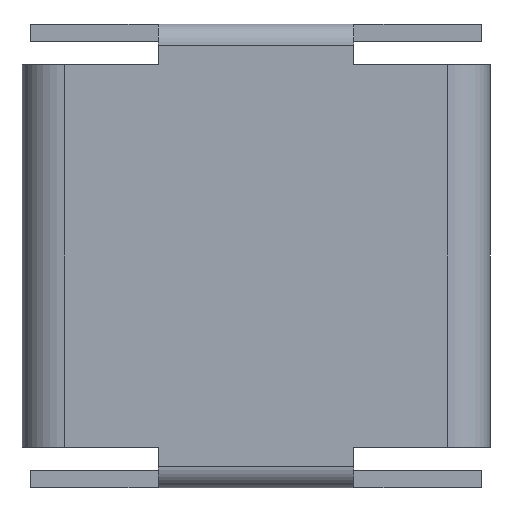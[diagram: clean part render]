
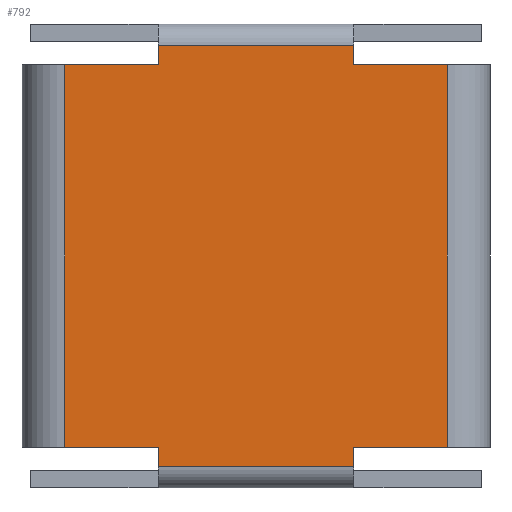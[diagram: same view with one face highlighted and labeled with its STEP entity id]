
A CAD part, front view. The second image highlights one B-rep face of the part: STEP entity #792.
In plain terms, the highlighted planar face has unit normal (0, -1, 0).
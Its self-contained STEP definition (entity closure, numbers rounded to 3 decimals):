
#1 = LINE ( 'NONE', #1543, #158 ) ;
#14 = DIRECTION ( 'NONE',  ( 1., 0., 0. ) ) ;
#53 = CARTESIAN_POINT ( 'NONE',  ( -4.6, 0., 9.9 ) ) ;
#54 = VERTEX_POINT ( 'NONE', #2216 ) ;
#71 = VECTOR ( 'NONE', #124, 1000. ) ;
#74 = VECTOR ( 'NONE', #225, 1000. ) ;
#118 = CARTESIAN_POINT ( 'NONE',  ( -9., 0., -9. ) ) ;
#124 = DIRECTION ( 'NONE',  ( 0., 0., -1. ) ) ;
#136 = EDGE_CURVE ( 'NONE', #2265, #1429, #2343, .T. ) ;
#158 = VECTOR ( 'NONE', #1038, 1000. ) ;
#200 = EDGE_CURVE ( 'NONE', #54, #1076, #2213, .T. ) ;
#213 = CARTESIAN_POINT ( 'NONE',  ( 4.6, 0., 9. ) ) ;
#225 = DIRECTION ( 'NONE',  ( 1., 0., 0. ) ) ;
#227 = EDGE_CURVE ( 'NONE', #388, #2207, #1571, .T. ) ;
#230 = DIRECTION ( 'NONE',  ( 1., 0., 0. ) ) ;
#264 = ORIENTED_EDGE ( 'NONE', *, *, #1423, .F. ) ;
#265 = VECTOR ( 'NONE', #1704, 1000. ) ;
#267 = VECTOR ( 'NONE', #1233, 1000. ) ;
#308 = VECTOR ( 'NONE', #1931, 1000. ) ;
#312 = CARTESIAN_POINT ( 'NONE',  ( 4.6, 0., -9.9 ) ) ;
#328 = VERTEX_POINT ( 'NONE', #750 ) ;
#329 = VECTOR ( 'NONE', #1525, 1000. ) ;
#371 = EDGE_CURVE ( 'NONE', #1076, #608, #1736, .T. ) ;
#377 = CARTESIAN_POINT ( 'NONE',  ( -4.6, 0., -9.9 ) ) ;
#380 = DIRECTION ( 'NONE',  ( 0., 0., -1. ) ) ;
#388 = VERTEX_POINT ( 'NONE', #2315 ) ;
#391 = CARTESIAN_POINT ( 'NONE',  ( 9., 0., -9. ) ) ;
#466 = EDGE_CURVE ( 'NONE', #510, #1746, #2408, .T. ) ;
#510 = VERTEX_POINT ( 'NONE', #213 ) ;
#521 = LINE ( 'NONE', #1659, #308 ) ;
#545 = ORIENTED_EDGE ( 'NONE', *, *, #2316, .F. ) ;
#564 = PLANE ( 'NONE',  #1769 ) ;
#583 = ORIENTED_EDGE ( 'NONE', *, *, #466, .F. ) ;
#608 = VERTEX_POINT ( 'NONE', #377 ) ;
#636 = ORIENTED_EDGE ( 'NONE', *, *, #371, .T. ) ;
#669 = ORIENTED_EDGE ( 'NONE', *, *, #136, .F. ) ;
#697 = VERTEX_POINT ( 'NONE', #312 ) ;
#709 = ORIENTED_EDGE ( 'NONE', *, *, #200, .T. ) ;
#750 = CARTESIAN_POINT ( 'NONE',  ( 4.6, 0., 9.9 ) ) ;
#753 = EDGE_LOOP ( 'NONE', ( #709, #636, #2395, #1676, #1248, #264, #583, #545, #2312, #1498, #669, #1870 ) ) ;
#792 = ADVANCED_FACE ( 'NONE', ( #1531 ), #564, .F. ) ;
#924 = CARTESIAN_POINT ( 'NONE',  ( -9., 0., 9. ) ) ;
#963 = CARTESIAN_POINT ( 'NONE',  ( -4.6, 0., -9. ) ) ;
#1019 = CARTESIAN_POINT ( 'NONE',  ( -9., 0., 9. ) ) ;
#1032 = DIRECTION ( 'NONE',  ( 0., 1., 0. ) ) ;
#1038 = DIRECTION ( 'NONE',  ( 0., 0., -1. ) ) ;
#1048 = DIRECTION ( 'NONE',  ( 0., 0., 1. ) ) ;
#1076 = VERTEX_POINT ( 'NONE', #963 ) ;
#1121 = CARTESIAN_POINT ( 'NONE',  ( 4.6, 0., 9.9 ) ) ;
#1190 = VECTOR ( 'NONE', #14, 1000. ) ;
#1229 = CARTESIAN_POINT ( 'NONE',  ( -9., 0., 9. ) ) ;
#1233 = DIRECTION ( 'NONE',  ( 0., 0., -1. ) ) ;
#1248 = ORIENTED_EDGE ( 'NONE', *, *, #227, .T. ) ;
#1346 = EDGE_CURVE ( 'NONE', #2265, #54, #1824, .T. ) ;
#1364 = VECTOR ( 'NONE', #1568, 1000. ) ;
#1421 = LINE ( 'NONE', #2323, #2117 ) ;
#1423 = EDGE_CURVE ( 'NONE', #1746, #2207, #2211, .T. ) ;
#1429 = VERTEX_POINT ( 'NONE', #1497 ) ;
#1448 = DIRECTION ( 'NONE',  ( 1., 0., 0. ) ) ;
#1477 = CARTESIAN_POINT ( 'NONE',  ( 9., 0., 9. ) ) ;
#1497 = CARTESIAN_POINT ( 'NONE',  ( -4.6, 0., 9. ) ) ;
#1498 = ORIENTED_EDGE ( 'NONE', *, *, #1739, .T. ) ;
#1525 = DIRECTION ( 'NONE',  ( 0., 0., -1. ) ) ;
#1529 = CARTESIAN_POINT ( 'NONE',  ( -9., 0., 9. ) ) ;
#1531 = FACE_OUTER_BOUND ( 'NONE', #753, .T. ) ;
#1543 = CARTESIAN_POINT ( 'NONE',  ( 4.6, 0., -9.9 ) ) ;
#1568 = DIRECTION ( 'NONE',  ( -1., 0., 0. ) ) ;
#1571 = LINE ( 'NONE', #2271, #2003 ) ;
#1575 = EDGE_CURVE ( 'NONE', #328, #2162, #2047, .T. ) ;
#1659 = CARTESIAN_POINT ( 'NONE',  ( 4.6, 0., -9.9 ) ) ;
#1663 = CARTESIAN_POINT ( 'NONE',  ( 9., 0., 9. ) ) ;
#1676 = ORIENTED_EDGE ( 'NONE', *, *, #1900, .F. ) ;
#1697 = CARTESIAN_POINT ( 'NONE',  ( -4.6, 0., -9.9 ) ) ;
#1704 = DIRECTION ( 'NONE',  ( 0., 0., -1. ) ) ;
#1721 = CARTESIAN_POINT ( 'NONE',  ( -9., 0., 9. ) ) ;
#1736 = LINE ( 'NONE', #2172, #71 ) ;
#1739 = EDGE_CURVE ( 'NONE', #2162, #1429, #2189, .T. ) ;
#1746 = VERTEX_POINT ( 'NONE', #1663 ) ;
#1753 = EDGE_CURVE ( 'NONE', #697, #608, #521, .T. ) ;
#1769 = AXIS2_PLACEMENT_3D ( 'NONE', #1019, #1032, #1048 ) ;
#1824 = LINE ( 'NONE', #1229, #267 ) ;
#1870 = ORIENTED_EDGE ( 'NONE', *, *, #1346, .T. ) ;
#1900 = EDGE_CURVE ( 'NONE', #388, #697, #1, .T. ) ;
#1931 = DIRECTION ( 'NONE',  ( -1., 0., 0. ) ) ;
#2003 = VECTOR ( 'NONE', #1448, 1000. ) ;
#2047 = LINE ( 'NONE', #1121, #1364 ) ;
#2117 = VECTOR ( 'NONE', #380, 1000. ) ;
#2162 = VERTEX_POINT ( 'NONE', #53 ) ;
#2172 = CARTESIAN_POINT ( 'NONE',  ( -4.6, 0., -9.9 ) ) ;
#2189 = LINE ( 'NONE', #1697, #265 ) ;
#2207 = VERTEX_POINT ( 'NONE', #391 ) ;
#2211 = LINE ( 'NONE', #1477, #329 ) ;
#2213 = LINE ( 'NONE', #118, #2366 ) ;
#2216 = CARTESIAN_POINT ( 'NONE',  ( -9., 0., -9. ) ) ;
#2265 = VERTEX_POINT ( 'NONE', #1529 ) ;
#2271 = CARTESIAN_POINT ( 'NONE',  ( -9., 0., -9. ) ) ;
#2312 = ORIENTED_EDGE ( 'NONE', *, *, #1575, .T. ) ;
#2315 = CARTESIAN_POINT ( 'NONE',  ( 4.6, 0., -9. ) ) ;
#2316 = EDGE_CURVE ( 'NONE', #328, #510, #1421, .T. ) ;
#2323 = CARTESIAN_POINT ( 'NONE',  ( 4.6, 0., -9.9 ) ) ;
#2343 = LINE ( 'NONE', #924, #1190 ) ;
#2366 = VECTOR ( 'NONE', #230, 1000. ) ;
#2395 = ORIENTED_EDGE ( 'NONE', *, *, #1753, .F. ) ;
#2408 = LINE ( 'NONE', #1721, #74 ) ;
